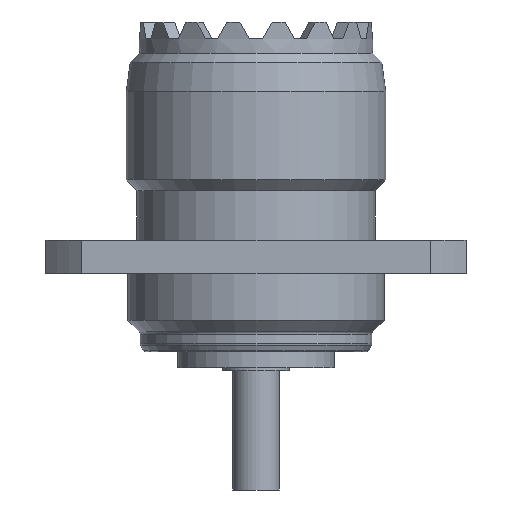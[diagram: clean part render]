
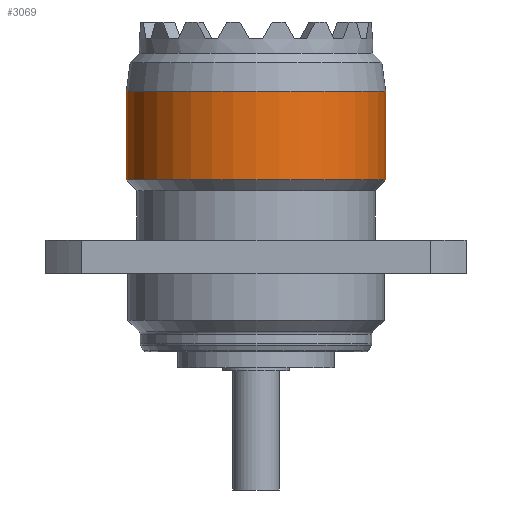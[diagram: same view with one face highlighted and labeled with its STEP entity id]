
A CAD part, front view. The second image highlights one B-rep face of the part: STEP entity #3069.
In plain terms, the highlighted cylindrical face has radius 7.85 mm (diameter 15.7 mm), a partial arc.
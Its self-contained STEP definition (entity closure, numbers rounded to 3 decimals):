
#132 = ORIENTED_EDGE ( 'NONE', *, *, #3945, .F. ) ;
#365 = EDGE_CURVE ( 'NONE', #3894, #2060, #5208, .T. ) ;
#740 = AXIS2_PLACEMENT_3D ( 'NONE', #5167, #1556, #5762 ) ;
#858 = LINE ( 'NONE', #3547, #3912 ) ;
#1250 = AXIS2_PLACEMENT_3D ( 'NONE', #6350, #2769, #6978 ) ;
#1475 = CARTESIAN_POINT ( 'NONE',  ( 7.85, 0., -4.2 ) ) ;
#1556 = DIRECTION ( 'NONE',  ( 0., 0., 1. ) ) ;
#1743 = CARTESIAN_POINT ( 'NONE',  ( 0., 0., 0. ) ) ;
#1903 = ORIENTED_EDGE ( 'NONE', *, *, #2228, .T. ) ;
#1998 = VERTEX_POINT ( 'NONE', #1475 ) ;
#2060 = VERTEX_POINT ( 'NONE', #3463 ) ;
#2228 = EDGE_CURVE ( 'NONE', #2060, #1998, #858, .T. ) ;
#2713 = DIRECTION ( 'NONE',  ( 0., 0., 1. ) ) ;
#2769 = DIRECTION ( 'NONE',  ( 0., 0., 1. ) ) ;
#3069 = ADVANCED_FACE ( 'NONE', ( #5643 ), #3501, .T. ) ;
#3290 = CARTESIAN_POINT ( 'NONE',  ( -7.85, 0., 0. ) ) ;
#3411 = EDGE_CURVE ( 'NONE', #7482, #1998, #3459, .T. ) ;
#3425 = ORIENTED_EDGE ( 'NONE', *, *, #3411, .F. ) ;
#3459 = CIRCLE ( 'NONE', #1250, 7.85 ) ;
#3463 = CARTESIAN_POINT ( 'NONE',  ( 7.85, 0., -9.55 ) ) ;
#3501 = CYLINDRICAL_SURFACE ( 'NONE', #6573, 7.85 ) ;
#3547 = CARTESIAN_POINT ( 'NONE',  ( 7.85, 0., 0. ) ) ;
#3659 = CARTESIAN_POINT ( 'NONE',  ( -7.85, 0., -4.2 ) ) ;
#3712 = ORIENTED_EDGE ( 'NONE', *, *, #365, .T. ) ;
#3894 = VERTEX_POINT ( 'NONE', #6875 ) ;
#3912 = VECTOR ( 'NONE', #5319, 1000. ) ;
#3945 = EDGE_CURVE ( 'NONE', #3894, #7482, #7882, .T. ) ;
#4171 = DIRECTION ( 'NONE',  ( 1., 0., 0. ) ) ;
#4753 = DIRECTION ( 'NONE',  ( 0., 0., 1. ) ) ;
#5167 = CARTESIAN_POINT ( 'NONE',  ( 0., 0., -9.55 ) ) ;
#5208 = CIRCLE ( 'NONE', #740, 7.85 ) ;
#5319 = DIRECTION ( 'NONE',  ( 0., 0., 1. ) ) ;
#5374 = EDGE_LOOP ( 'NONE', ( #132, #3712, #1903, #3425 ) ) ;
#5643 = FACE_OUTER_BOUND ( 'NONE', #5374, .T. ) ;
#5762 = DIRECTION ( 'NONE',  ( 1., 0., 0. ) ) ;
#6231 = VECTOR ( 'NONE', #2713, 1000. ) ;
#6350 = CARTESIAN_POINT ( 'NONE',  ( 0., 0., -4.2 ) ) ;
#6573 = AXIS2_PLACEMENT_3D ( 'NONE', #1743, #4753, #4171 ) ;
#6875 = CARTESIAN_POINT ( 'NONE',  ( -7.85, 0., -9.55 ) ) ;
#6978 = DIRECTION ( 'NONE',  ( 1., 0., 0. ) ) ;
#7482 = VERTEX_POINT ( 'NONE', #3659 ) ;
#7882 = LINE ( 'NONE', #3290, #6231 ) ;
